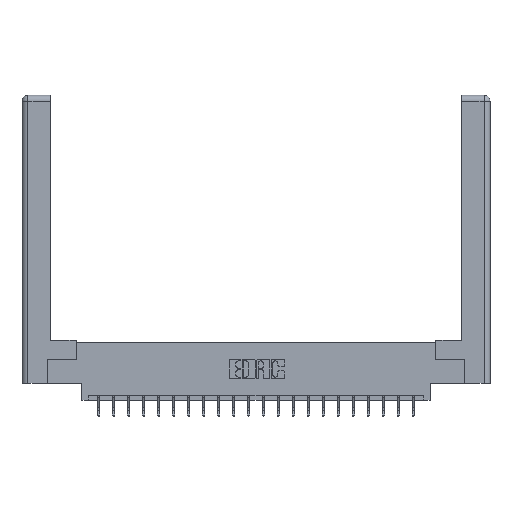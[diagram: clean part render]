
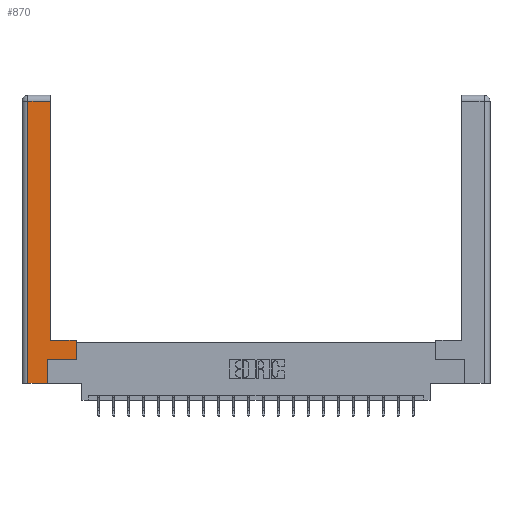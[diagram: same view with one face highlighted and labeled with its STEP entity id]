
A CAD part, top view. The second image highlights one B-rep face of the part: STEP entity #870.
In plain terms, the highlighted planar face has unit normal (0, 0, 1).
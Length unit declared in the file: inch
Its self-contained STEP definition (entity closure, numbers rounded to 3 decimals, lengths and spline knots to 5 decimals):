
#28 = DIRECTION ( 'NONE',  ( 0., 1., 0. ) ) ;
#251 = LINE ( 'NONE', #11038, #10651 ) ;
#300 = LINE ( 'NONE', #22047, #6296 ) ;
#475 = CARTESIAN_POINT ( 'NONE',  ( 0.265, 0., 0. ) ) ;
#870 = ADVANCED_FACE ( 'NONE', ( #7053 ), #21515, .F. ) ;
#997 = CARTESIAN_POINT ( 'NONE',  ( 0.295, 2.94, 0. ) ) ;
#1350 = CARTESIAN_POINT ( 'NONE',  ( 0.565, 0.245, 0. ) ) ;
#1758 = VERTEX_POINT ( 'NONE', #13844 ) ;
#2442 = VERTEX_POINT ( 'NONE', #7366 ) ;
#2632 = LINE ( 'NONE', #16284, #13333 ) ;
#2769 = EDGE_CURVE ( 'NONE', #2442, #11033, #300, .T. ) ;
#2973 = EDGE_CURVE ( 'NONE', #11033, #14812, #15360, .T. ) ;
#3310 = EDGE_CURVE ( 'NONE', #8570, #2442, #251, .T. ) ;
#3643 = ORIENTED_EDGE ( 'NONE', *, *, #19754, .T. ) ;
#4263 = LINE ( 'NONE', #11070, #17675 ) ;
#5103 = CARTESIAN_POINT ( 'NONE',  ( 0.0615, 2.94, 0. ) ) ;
#5439 = EDGE_CURVE ( 'NONE', #21833, #20046, #4263, .T. ) ;
#5767 = DIRECTION ( 'NONE',  ( 1., 0., 0. ) ) ;
#5902 = VECTOR ( 'NONE', #20132, 39.37008 ) ;
#6116 = ORIENTED_EDGE ( 'NONE', *, *, #2769, .T. ) ;
#6296 = VECTOR ( 'NONE', #14934, 39.37008 ) ;
#6446 = LINE ( 'NONE', #15013, #5902 ) ;
#7053 = FACE_OUTER_BOUND ( 'NONE', #15321, .T. ) ;
#7114 = ORIENTED_EDGE ( 'NONE', *, *, #5439, .T. ) ;
#7366 = CARTESIAN_POINT ( 'NONE',  ( 0.295, 0.45, 0. ) ) ;
#7516 = VECTOR ( 'NONE', #8565, 39.37008 ) ;
#7591 = AXIS2_PLACEMENT_3D ( 'NONE', #21355, #12714, #10873 ) ;
#8359 = ORIENTED_EDGE ( 'NONE', *, *, #15412, .T. ) ;
#8565 = DIRECTION ( 'NONE',  ( 0., 1., 0. ) ) ;
#8570 = VERTEX_POINT ( 'NONE', #10822 ) ;
#8742 = ORIENTED_EDGE ( 'NONE', *, *, #2973, .T. ) ;
#8965 = DIRECTION ( 'NONE',  ( -1., 0., 0. ) ) ;
#9706 = CARTESIAN_POINT ( 'NONE',  ( 0.0615, 2.94, 0. ) ) ;
#9973 = CARTESIAN_POINT ( 'NONE',  ( 0.0615, 0., 0. ) ) ;
#10096 = ORIENTED_EDGE ( 'NONE', *, *, #12899, .T. ) ;
#10272 = CARTESIAN_POINT ( 'NONE',  ( 0.265, 0.245, 0. ) ) ;
#10651 = VECTOR ( 'NONE', #8965, 39.37008 ) ;
#10822 = CARTESIAN_POINT ( 'NONE',  ( 0.565, 0.45, 0. ) ) ;
#10873 = DIRECTION ( 'NONE',  ( -1., 0., 0. ) ) ;
#11033 = VERTEX_POINT ( 'NONE', #997 ) ;
#11038 = CARTESIAN_POINT ( 'NONE',  ( 0.295, 0.45, 0. ) ) ;
#11070 = CARTESIAN_POINT ( 'NONE',  ( 0.265, 0., 0. ) ) ;
#12176 = LINE ( 'NONE', #10272, #7516 ) ;
#12714 = DIRECTION ( 'NONE',  ( 0., 0., -1. ) ) ;
#12832 = DIRECTION ( 'NONE',  ( 1., 0., 0. ) ) ;
#12899 = EDGE_CURVE ( 'NONE', #1758, #19286, #17087, .T. ) ;
#13333 = VECTOR ( 'NONE', #28, 39.37008 ) ;
#13515 = ORIENTED_EDGE ( 'NONE', *, *, #3310, .T. ) ;
#13844 = CARTESIAN_POINT ( 'NONE',  ( 0.265, 0.245, 0. ) ) ;
#14812 = VERTEX_POINT ( 'NONE', #9706 ) ;
#14934 = DIRECTION ( 'NONE',  ( 0., 1., 0. ) ) ;
#15013 = CARTESIAN_POINT ( 'NONE',  ( 0.0615, 0., 0. ) ) ;
#15321 = EDGE_LOOP ( 'NONE', ( #6116, #8742, #19764, #7114, #8359, #10096, #3643, #13515 ) ) ;
#15360 = LINE ( 'NONE', #5103, #16158 ) ;
#15412 = EDGE_CURVE ( 'NONE', #20046, #1758, #12176, .T. ) ;
#16158 = VECTOR ( 'NONE', #22534, 39.37008 ) ;
#16284 = CARTESIAN_POINT ( 'NONE',  ( 0.565, 0.45, 0. ) ) ;
#17087 = LINE ( 'NONE', #1350, #17887 ) ;
#17675 = VECTOR ( 'NONE', #12832, 39.37008 ) ;
#17887 = VECTOR ( 'NONE', #5767, 39.37008 ) ;
#19286 = VERTEX_POINT ( 'NONE', #21821 ) ;
#19754 = EDGE_CURVE ( 'NONE', #19286, #8570, #2632, .T. ) ;
#19764 = ORIENTED_EDGE ( 'NONE', *, *, #20262, .T. ) ;
#20046 = VERTEX_POINT ( 'NONE', #475 ) ;
#20132 = DIRECTION ( 'NONE',  ( 0., -1., 0. ) ) ;
#20262 = EDGE_CURVE ( 'NONE', #14812, #21833, #6446, .T. ) ;
#21355 = CARTESIAN_POINT ( 'NONE',  ( 0., 0., 0. ) ) ;
#21515 = PLANE ( 'NONE',  #7591 ) ;
#21821 = CARTESIAN_POINT ( 'NONE',  ( 0.565, 0.245, 0. ) ) ;
#21833 = VERTEX_POINT ( 'NONE', #9973 ) ;
#22047 = CARTESIAN_POINT ( 'NONE',  ( 0.295, 3., 0. ) ) ;
#22534 = DIRECTION ( 'NONE',  ( -1., 0., 0. ) ) ;
